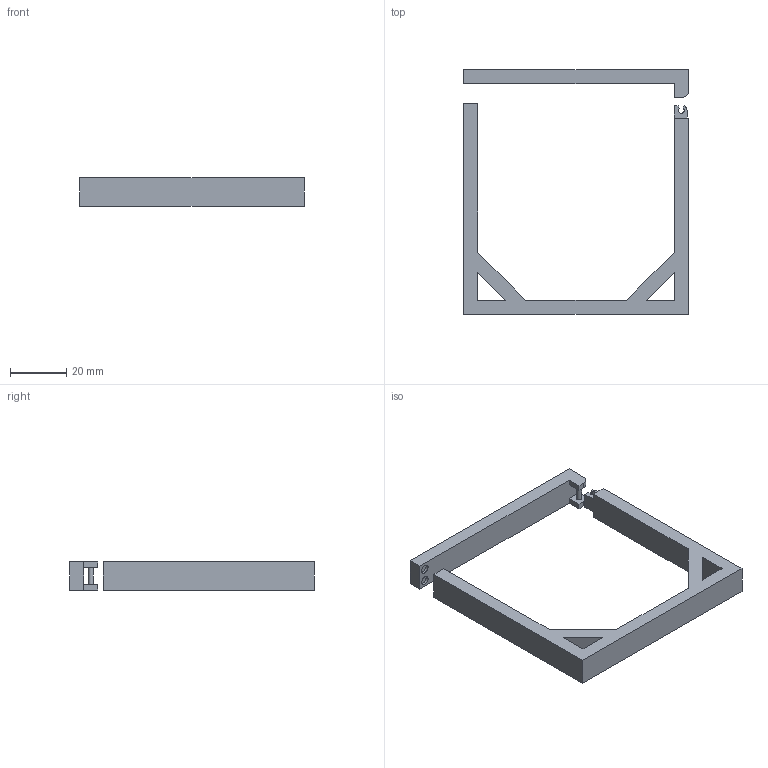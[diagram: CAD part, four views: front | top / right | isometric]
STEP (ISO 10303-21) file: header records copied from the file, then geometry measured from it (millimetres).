
FILE_DESCRIPTION(('FreeCAD Model'),'2;1');
FILE_NAME('Open CASCADE Shape Model','2025-12-26T13:20:57',('Author'),( ''),'Open CASCADE STEP processor 7.8','FreeCAD','Unknown');
FILE_SCHEMA(('AUTOMOTIVE_DESIGN { 1 0 10303 214 1 1 1 1 }'));
Length unit declared in the file: millimetre
Products named in the file (3): uchwyt_na_wedke_gora; uchwyt; zamknięcie
Assembly tree (2 placements, depth 2):
  uchwyt_na_wedke_gora
    uchwyt
    zamknięcie
Bounding box: 80 x 87 x 10 mm (x, y, z)
Volume: 16814 mm3; surface area: 10210.2 mm2
Topology: 2 solids, 2 shells, 49 faces, 123 edges, 82 vertices
Faces by surface type: plane 40, cylinder 9
Full cylindrical faces by diameter (mm): 1.8 x1, 3.2 x4
Entity records: 1532 total; most frequent: CARTESIAN_POINT 258, ORIENTED_EDGE 246, DIRECTION 244, EDGE_CURVE 123, LINE 104, VECTOR 104, VERTEX_POINT 82, AXIS2_PLACEMENT_3D 70
